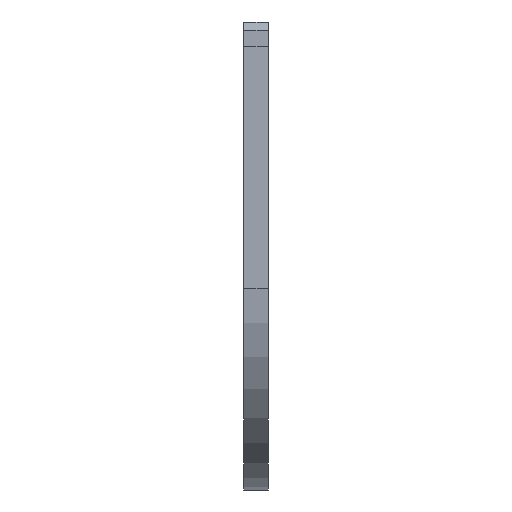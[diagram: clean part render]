
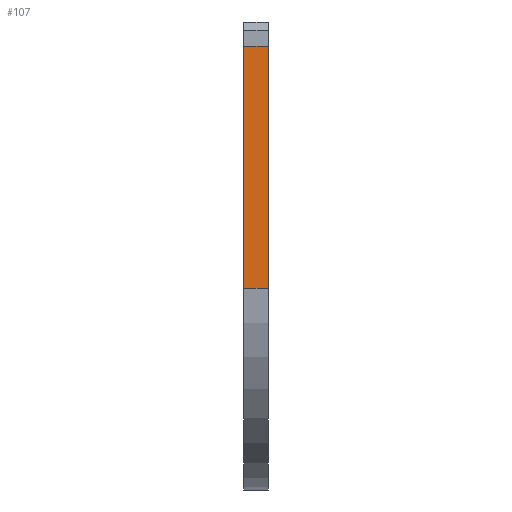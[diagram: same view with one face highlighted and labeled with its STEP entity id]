
A CAD part, left-side view. The second image highlights one B-rep face of the part: STEP entity #107.
In plain terms, the highlighted planar face has unit normal (-1, 0, 0).
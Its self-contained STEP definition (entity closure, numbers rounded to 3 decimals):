
#2 = CARTESIAN_POINT ( 'NONE',  ( -77.5, 3., -2.5 ) ) ;
#31 = ORIENTED_EDGE ( 'NONE', *, *, #409, .T. ) ;
#34 = FACE_OUTER_BOUND ( 'NONE', #481, .T. ) ;
#37 = VERTEX_POINT ( 'NONE', #789 ) ;
#45 = VECTOR ( 'NONE', #448, 1000. ) ;
#104 = CARTESIAN_POINT ( 'NONE',  ( -77.5, 3., -2.5 ) ) ;
#107 = ADVANCED_FACE ( 'NONE', ( #34 ), #723, .F. ) ;
#109 = VECTOR ( 'NONE', #347, 1000. ) ;
#134 = CARTESIAN_POINT ( 'NONE',  ( -77.5, 3., 27.5 ) ) ;
#148 = DIRECTION ( 'NONE',  ( 1., 0., 0. ) ) ;
#167 = AXIS2_PLACEMENT_3D ( 'NONE', #134, #148, #598 ) ;
#293 = CARTESIAN_POINT ( 'NONE',  ( -77.5, 0., -2.5 ) ) ;
#342 = CARTESIAN_POINT ( 'NONE',  ( -77.5, 0., 27.5 ) ) ;
#347 = DIRECTION ( 'NONE',  ( 0., 0., 1. ) ) ;
#353 = VERTEX_POINT ( 'NONE', #680 ) ;
#375 = DIRECTION ( 'NONE',  ( 0., -1., 0. ) ) ;
#409 = EDGE_CURVE ( 'NONE', #654, #446, #620, .T. ) ;
#423 = LINE ( 'NONE', #342, #109 ) ;
#446 = VERTEX_POINT ( 'NONE', #293 ) ;
#448 = DIRECTION ( 'NONE',  ( 0., -1., 0. ) ) ;
#453 = DIRECTION ( 'NONE',  ( 0., 0., 1. ) ) ;
#467 = VECTOR ( 'NONE', #375, 1000. ) ;
#481 = EDGE_LOOP ( 'NONE', ( #582, #31, #662, #574 ) ) ;
#486 = LINE ( 'NONE', #776, #521 ) ;
#521 = VECTOR ( 'NONE', #453, 1000. ) ;
#574 = ORIENTED_EDGE ( 'NONE', *, *, #626, .F. ) ;
#582 = ORIENTED_EDGE ( 'NONE', *, *, #665, .F. ) ;
#598 = DIRECTION ( 'NONE',  ( 0., 0., -1. ) ) ;
#620 = LINE ( 'NONE', #104, #467 ) ;
#626 = EDGE_CURVE ( 'NONE', #37, #353, #731, .T. ) ;
#654 = VERTEX_POINT ( 'NONE', #2 ) ;
#662 = ORIENTED_EDGE ( 'NONE', *, *, #741, .T. ) ;
#665 = EDGE_CURVE ( 'NONE', #654, #37, #486, .T. ) ;
#680 = CARTESIAN_POINT ( 'NONE',  ( -77.5, 0., 27.5 ) ) ;
#723 = PLANE ( 'NONE',  #167 ) ;
#731 = LINE ( 'NONE', #757, #45 ) ;
#741 = EDGE_CURVE ( 'NONE', #446, #353, #423, .T. ) ;
#757 = CARTESIAN_POINT ( 'NONE',  ( -77.5, 3., 27.5 ) ) ;
#776 = CARTESIAN_POINT ( 'NONE',  ( -77.5, 3., 27.5 ) ) ;
#789 = CARTESIAN_POINT ( 'NONE',  ( -77.5, 3., 27.5 ) ) ;
